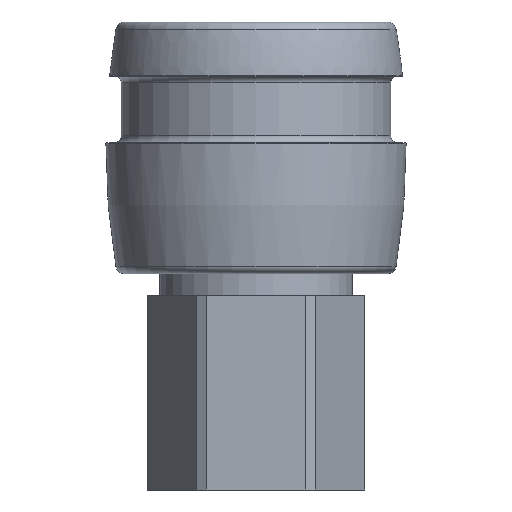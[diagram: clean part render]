
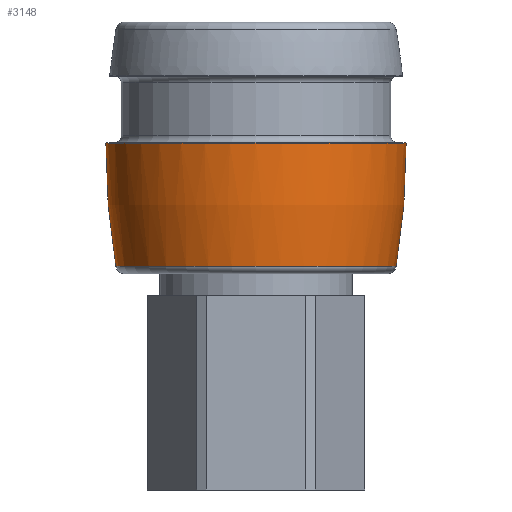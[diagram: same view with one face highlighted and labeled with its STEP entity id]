
A CAD part, front view. The second image highlights one B-rep face of the part: STEP entity #3148.
In plain terms, the highlighted toroidal (fillet/blend) face has major radius 63 mm and minor radius 80 mm.
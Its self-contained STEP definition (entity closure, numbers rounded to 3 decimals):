
#76=DEGENERATE_TOROIDAL_SURFACE('',#3324,63.,80.,
 .F.);
#606=ORIENTED_EDGE('',*,*,#1241,.T.);
#607=ORIENTED_EDGE('',*,*,#1242,.F.);
#1241=EDGE_CURVE('',#1564,#1564,#1723,.T.);
#1242=EDGE_CURVE('',#1565,#1565,#1724,.T.);
#1564=VERTEX_POINT('',#4504);
#1565=VERTEX_POINT('',#4507);
#1723=CIRCLE('',#3323,16.998);
#1724=CIRCLE('',#3325,15.867);
#1807=EDGE_LOOP('',(#606));
#1808=EDGE_LOOP('',(#607));
#1975=FACE_BOUND('',#1807,.T.);
#1976=FACE_BOUND('',#1808,.T.);
#3148=ADVANCED_FACE('',(#1975,#1976),#76,.F.);
#3323=AXIS2_PLACEMENT_3D('',#4503,#3605,#3606);
#3324=AXIS2_PLACEMENT_3D('',#4505,#3607,#3608);
#3325=AXIS2_PLACEMENT_3D('',#4506,#3609,#3610);
#3605=DIRECTION('',(0.,0.,-1.));
#3606=DIRECTION('',(-1.,0.,0.));
#3607=DIRECTION('',(0.,0.,-1.));
#3608=DIRECTION('',(-1.,0.,0.));
#3609=DIRECTION('',(0.,0.,-1.));
#3610=DIRECTION('',(-1.,0.,0.));
#4503=CARTESIAN_POINT('',(0.,0.,-13.749));
#4504=CARTESIAN_POINT('',(-16.998,0.,-13.749));
#4505=CARTESIAN_POINT('',(0.,0.,-14.25));
#4506=CARTESIAN_POINT('',(0.,0.,-27.668));
#4507=CARTESIAN_POINT('',(-15.867,0.,-27.668));
